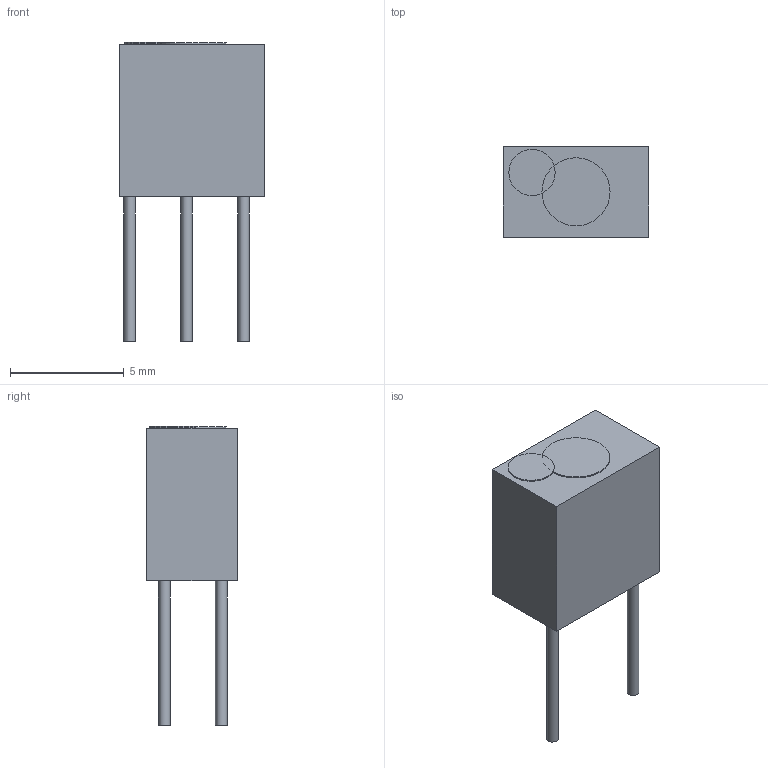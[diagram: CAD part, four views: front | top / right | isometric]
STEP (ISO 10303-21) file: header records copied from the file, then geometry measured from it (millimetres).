
FILE_DESCRIPTION(('STEP AP214'),'1');
FILE_NAME('POT_PV37W_MUR','2025-01-27T06:55:57',(''),(''),'','','');
FILE_SCHEMA(('AUTOMOTIVE_DESIGN'));
Length unit declared in the file: millimetre
Products named in the file (1): product
Bounding box: 6.4 x 3.99 x 13.13 mm (x, y, z)
Volume: 175.6 mm3; surface area: 243.3 mm2
Topology: 6 solids, 6 shells, 21 faces, 27 edges, 18 vertices
Faces by surface type: plane 16, cylinder 5
Full cylindrical faces by diameter (mm): 0.508 x3, 2.032 x1, 2.991 x1
Entity records: 602 total; most frequent: DIRECTION 86, CARTESIAN_POINT 55, ORIENTED_EDGE 44, AXIS2_PLACEMENT_3D 37, EDGE_LOOP 26, EDGE_CURVE 22, ADVANCED_FACE 21, FACE_OUTER_BOUND 21
